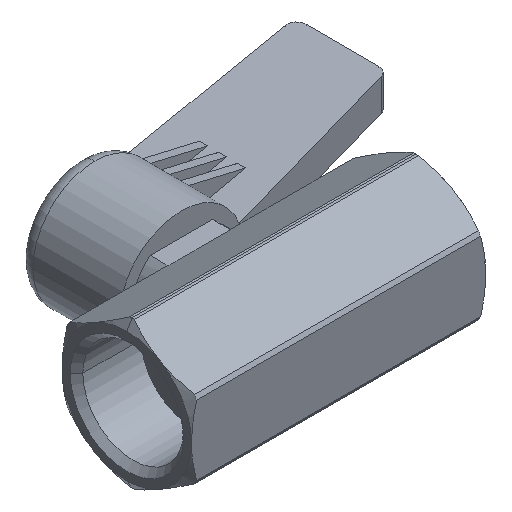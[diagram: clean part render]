
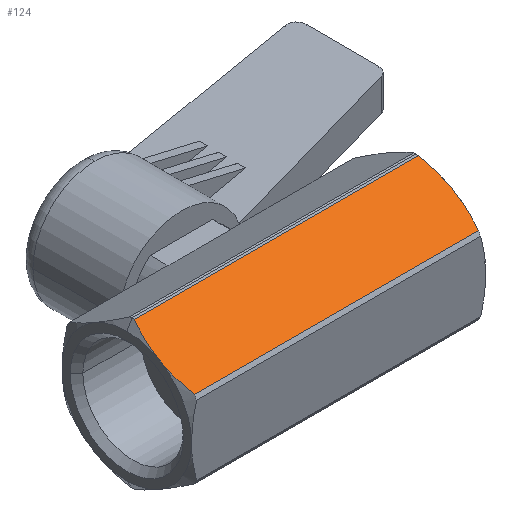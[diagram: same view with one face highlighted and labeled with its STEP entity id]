
A CAD part, isometric view. The second image highlights one B-rep face of the part: STEP entity #124.
In plain terms, the highlighted planar face has unit normal (0, -0.5, 0.866).
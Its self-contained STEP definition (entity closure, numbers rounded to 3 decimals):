
#124=ADVANCED_FACE('',(#302),#303,.T.);
#302=FACE_OUTER_BOUND('',#497,.T.);
#303=PLANE('',#498);
#497=EDGE_LOOP('',(#1135,#1136,#1137,#1138,#1139,#1140));
#498=AXIS2_PLACEMENT_3D('',#1141,#1142,#1143);
#1135=ORIENTED_EDGE('',*,*,#1501,.T.);
#1136=ORIENTED_EDGE('',*,*,#1505,.F.);
#1137=ORIENTED_EDGE('',*,*,#1506,.F.);
#1138=ORIENTED_EDGE('',*,*,#1497,.T.);
#1139=ORIENTED_EDGE('',*,*,#1521,.F.);
#1140=ORIENTED_EDGE('',*,*,#1517,.F.);
#1141=CARTESIAN_POINT('',(-25.85,-6.0,10.392));
#1142=DIRECTION('',(0.,-0.5,0.866));
#1143=DIRECTION('',(0.,-0.866,-0.5));
#1497=EDGE_CURVE('',#1877,#1874,#1878,.T.);
#1501=EDGE_CURVE('',#1884,#1882,#1885,.T.);
#1505=EDGE_CURVE('',#1888,#1882,#1890,.T.);
#1506=EDGE_CURVE('',#1877,#1888,#1891,.T.);
#1517=EDGE_CURVE('',#1884,#1904,#1905,.T.);
#1521=EDGE_CURVE('',#1904,#1874,#1910,.T.);
#1874=VERTEX_POINT('',#2683);
#1877=VERTEX_POINT('',#2686);
#1878=LINE('',#2687,#2688);
#1882=VERTEX_POINT('',#2693);
#1884=VERTEX_POINT('',#2695);
#1885=LINE('',#2696,#2697);
#1888=VERTEX_POINT('',#2700);
#1890=(B_SPLINE_CURVE(2,(#2703,#2704,#2705,#2706,#2707),.UNSPECIFIED.,.F.,.F.)B_SPLINE_CURVE_WITH_KNOTS((3,2,3),(0.0,7.036,14.072),.UNSPECIFIED.)RATIONAL_B_SPLINE_CURVE((1.0,1.038,1.0,1.038,1.0))BOUNDED_CURVE()REPRESENTATION_ITEM('')GEOMETRIC_REPRESENTATION_ITEM()CURVE());
#1891=(B_SPLINE_CURVE(2,(#2715,#2716,#2717,#2718,#2719),.UNSPECIFIED.,.F.,.F.)B_SPLINE_CURVE_WITH_KNOTS((3,2,3),(0.0,7.036,14.072),.UNSPECIFIED.)RATIONAL_B_SPLINE_CURVE((1.0,1.038,1.0,1.038,1.0))BOUNDED_CURVE()REPRESENTATION_ITEM('')GEOMETRIC_REPRESENTATION_ITEM()CURVE());
#1904=VERTEX_POINT('',#2793);
#1905=(B_SPLINE_CURVE(2,(#2795,#2796,#2797,#2798,#2799),.UNSPECIFIED.,.F.,.F.)B_SPLINE_CURVE_WITH_KNOTS((3,2,3),(0.0,7.036,14.072),.UNSPECIFIED.)RATIONAL_B_SPLINE_CURVE((1.0,1.038,1.0,1.038,1.0))BOUNDED_CURVE()REPRESENTATION_ITEM('')GEOMETRIC_REPRESENTATION_ITEM()CURVE());
#1910=(B_SPLINE_CURVE(2,(#2822,#2823,#2824,#2825,#2826),.UNSPECIFIED.,.F.,.F.)B_SPLINE_CURVE_WITH_KNOTS((3,2,3),(0.0,7.036,14.072),.UNSPECIFIED.)RATIONAL_B_SPLINE_CURVE((1.0,1.038,1.0,1.038,1.0))BOUNDED_CURVE()REPRESENTATION_ITEM('')GEOMETRIC_REPRESENTATION_ITEM()CURVE());
#2683=CARTESIAN_POINT('',(28.712,-11.588,7.166));
#2686=CARTESIAN_POINT('',(-23.912,-11.588,7.166));
#2687=CARTESIAN_POINT('',(2.4,-11.588,7.166));
#2688=VECTOR('',#3282,1.0);
#2693=CARTESIAN_POINT('',(-23.912,-0.412,13.619));
#2695=CARTESIAN_POINT('',(28.712,-0.412,13.619));
#2696=CARTESIAN_POINT('',(2.4,-0.412,13.619));
#2697=VECTOR('',#3290,1.0);
#2700=CARTESIAN_POINT('',(-24.85,-6.0,10.392));
#2703=CARTESIAN_POINT('',(-23.776,-12.006,6.925));
#2704=CARTESIAN_POINT('',(-24.85,-8.787,8.783));
#2705=CARTESIAN_POINT('',(-24.85,-6.0,10.392));
#2706=CARTESIAN_POINT('',(-24.85,-3.213,12.001));
#2707=CARTESIAN_POINT('',(-23.776,0.006,13.86));
#2715=CARTESIAN_POINT('',(-23.776,-12.006,6.925));
#2716=CARTESIAN_POINT('',(-24.85,-8.787,8.783));
#2717=CARTESIAN_POINT('',(-24.85,-6.0,10.392));
#2718=CARTESIAN_POINT('',(-24.85,-3.213,12.001));
#2719=CARTESIAN_POINT('',(-23.776,0.006,13.86));
#2793=CARTESIAN_POINT('',(29.65,-6.,10.392));
#2795=CARTESIAN_POINT('',(28.576,0.006,13.86));
#2796=CARTESIAN_POINT('',(29.65,-3.213,12.001));
#2797=CARTESIAN_POINT('',(29.65,-6.,10.392));
#2798=CARTESIAN_POINT('',(29.65,-8.787,8.783));
#2799=CARTESIAN_POINT('',(28.576,-12.006,6.925));
#2822=CARTESIAN_POINT('',(28.576,0.006,13.86));
#2823=CARTESIAN_POINT('',(29.65,-3.213,12.001));
#2824=CARTESIAN_POINT('',(29.65,-6.,10.392));
#2825=CARTESIAN_POINT('',(29.65,-8.787,8.783));
#2826=CARTESIAN_POINT('',(28.576,-12.006,6.925));
#3282=DIRECTION('',(1.0,0.,0.));
#3290=DIRECTION('',(-1.0,0.,0.));
